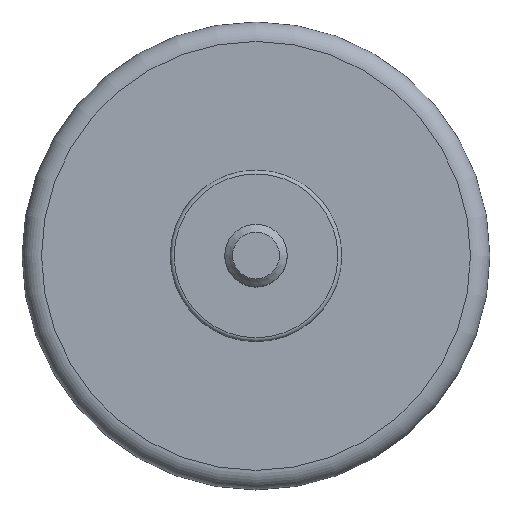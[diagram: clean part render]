
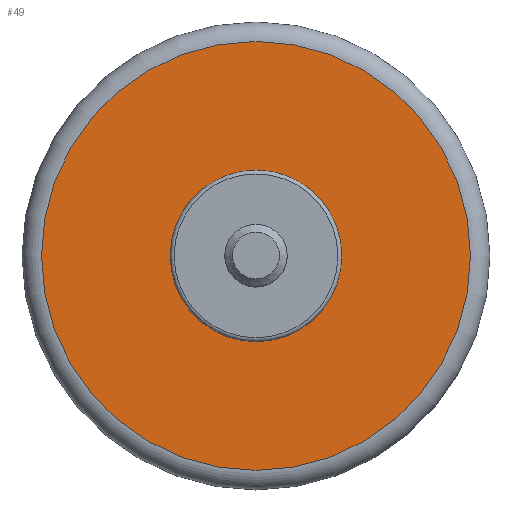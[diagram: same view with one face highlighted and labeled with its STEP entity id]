
A CAD part, top view. The second image highlights one B-rep face of the part: STEP entity #49.
In plain terms, the highlighted planar face has unit normal (0, 0, 1).
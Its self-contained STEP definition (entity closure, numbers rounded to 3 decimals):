
#49 = ADVANCED_FACE( '', ( #101, #102 ), #103, .F. );
#101 = FACE_OUTER_BOUND( '', #150, .T. );
#102 = FACE_BOUND( '', #151, .T. );
#103 = PLANE( '', #152 );
#150 = EDGE_LOOP( '', ( #207 ) );
#151 = EDGE_LOOP( '', ( #208 ) );
#152 = AXIS2_PLACEMENT_3D( '', #209, #210, #211 );
#207 = ORIENTED_EDGE( '', *, *, #243, .T. );
#208 = ORIENTED_EDGE( '', *, *, #234, .F. );
#209 = CARTESIAN_POINT( '', ( 30., 0., 10. ) );
#210 = DIRECTION( '', ( 0., 0., -1. ) );
#211 = DIRECTION( '', ( -1., 0., 0. ) );
#234 = EDGE_CURVE( '', #258, #258, #259, .T. );
#243 = EDGE_CURVE( '', #272, #272, #273, .F. );
#258 = VERTEX_POINT( '', #289 );
#259 = CIRCLE( '', #290, 11. );
#272 = VERTEX_POINT( '', #303 );
#273 = CIRCLE( '', #304, 27.5 );
#289 = CARTESIAN_POINT( '', ( 11., 0., 10. ) );
#290 = AXIS2_PLACEMENT_3D( '', #321, #322, #323 );
#303 = CARTESIAN_POINT( '', ( -27.5, 0., 10. ) );
#304 = AXIS2_PLACEMENT_3D( '', #336, #337, #338 );
#321 = CARTESIAN_POINT( '', ( 0., 0., 10. ) );
#322 = DIRECTION( '', ( 0., 0., 1. ) );
#323 = DIRECTION( '', ( 1., 0., 0. ) );
#336 = CARTESIAN_POINT( '', ( 0., 0., 10. ) );
#337 = DIRECTION( '', ( 0., 0., -1. ) );
#338 = DIRECTION( '', ( -1., 0., 0. ) );
